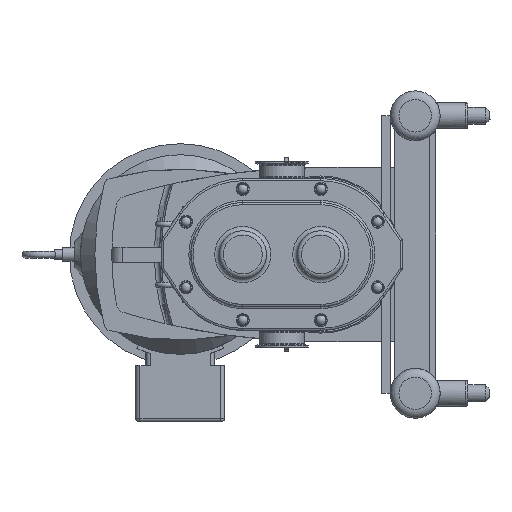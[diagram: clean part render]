
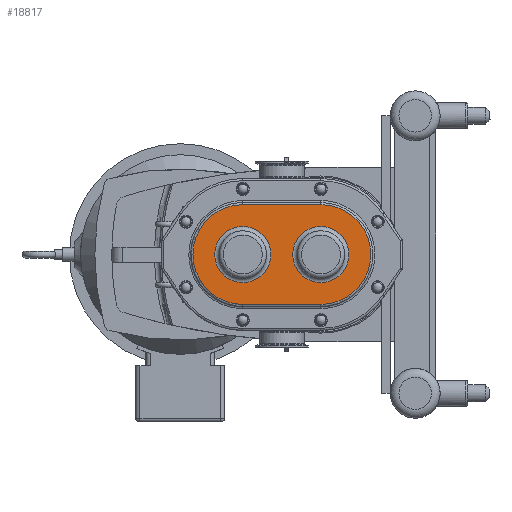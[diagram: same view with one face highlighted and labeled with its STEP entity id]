
A CAD part, left-side view. The second image highlights one B-rep face of the part: STEP entity #18817.
In plain terms, the highlighted planar face has unit normal (-1, 0, 0).
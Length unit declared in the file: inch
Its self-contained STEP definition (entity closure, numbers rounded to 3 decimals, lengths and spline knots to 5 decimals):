
#869=CIRCLE('',#20104,2.875);
#873=CIRCLE('',#20111,2.875);
#907=CIRCLE('',#20175,1.62);
#908=CIRCLE('',#20177,1.62);
#1839=FACE_BOUND('',#3841,.T.);
#1840=FACE_BOUND('',#3842,.T.);
#2066=PLANE('',#20176);
#2727=FACE_OUTER_BOUND('',#3840,.T.);
#3840=EDGE_LOOP('',(#14089,#14090,#14091,#14092));
#3841=EDGE_LOOP('',(#14093));
#3842=EDGE_LOOP('',(#14094));
#5102=LINE('',#29961,#6495);
#5104=LINE('',#29966,#6497);
#6495=VECTOR('',#23138,0.3937);
#6497=VECTOR('',#23142,0.3937);
#8229=VERTEX_POINT('',#29951);
#8230=VERTEX_POINT('',#29953);
#8232=VERTEX_POINT('',#29959);
#8234=VERTEX_POINT('',#29965);
#8261=VERTEX_POINT('',#30474);
#8262=VERTEX_POINT('',#30478);
#10359=EDGE_CURVE('',#8229,#8230,#869,.T.);
#10363=EDGE_CURVE('',#8232,#8229,#5102,.T.);
#10365=EDGE_CURVE('',#8230,#8234,#5104,.T.);
#10368=EDGE_CURVE('',#8234,#8232,#873,.T.);
#10426=EDGE_CURVE('',#8261,#8261,#907,.T.);
#10427=EDGE_CURVE('',#8262,#8262,#908,.T.);
#14089=ORIENTED_EDGE('',*,*,#10363,.F.);
#14090=ORIENTED_EDGE('',*,*,#10368,.F.);
#14091=ORIENTED_EDGE('',*,*,#10365,.F.);
#14092=ORIENTED_EDGE('',*,*,#10359,.F.);
#14093=ORIENTED_EDGE('',*,*,#10426,.F.);
#14094=ORIENTED_EDGE('',*,*,#10427,.F.);
#18817=ADVANCED_FACE('',(#2727,#1839,#1840),#2066,.T.);
#20104=AXIS2_PLACEMENT_3D('',#29954,#23129,#23130);
#20111=AXIS2_PLACEMENT_3D('',#29991,#23147,#23148);
#20175=AXIS2_PLACEMENT_3D('',#30476,#23297,#23298);
#20176=AXIS2_PLACEMENT_3D('',#30477,#23299,#23300);
#20177=AXIS2_PLACEMENT_3D('',#30479,#23301,#23302);
#23129=DIRECTION('center_axis',(1.,0.,0.));
#23130=DIRECTION('ref_axis',(0.,-1.,0.));
#23138=DIRECTION('',(0.,-1.,0.));
#23142=DIRECTION('',(0.,1.,0.));
#23147=DIRECTION('center_axis',(1.,0.,0.));
#23148=DIRECTION('ref_axis',(0.,1.,0.));
#23297=DIRECTION('center_axis',(-1.,0.,0.));
#23298=DIRECTION('ref_axis',(0.,0.,1.));
#23299=DIRECTION('center_axis',(-1.,0.,0.));
#23300=DIRECTION('ref_axis',(0.,0.,-1.));
#23301=DIRECTION('center_axis',(-1.,0.,0.));
#23302=DIRECTION('ref_axis',(0.,0.,1.));
#29951=CARTESIAN_POINT('',(-1.02,-2.25,2.875));
#29953=CARTESIAN_POINT('',(-1.02,-2.25,-2.875));
#29954=CARTESIAN_POINT('Origin',(-1.02,-2.25,0.));
#29959=CARTESIAN_POINT('',(-1.02,2.25,2.875));
#29961=CARTESIAN_POINT('',(-1.02,-1.125,2.875));
#29965=CARTESIAN_POINT('',(-1.02,2.25,-2.875));
#29966=CARTESIAN_POINT('',(-1.02,1.125,-2.875));
#29991=CARTESIAN_POINT('Origin',(-1.02,2.25,0.));
#30474=CARTESIAN_POINT('',(-1.02,-2.25,-1.62));
#30476=CARTESIAN_POINT('Origin',(-1.02,-2.25,0.));
#30477=CARTESIAN_POINT('Origin',(-1.02,0.,0.));
#30478=CARTESIAN_POINT('',(-1.02,2.25,-1.62));
#30479=CARTESIAN_POINT('Origin',(-1.02,2.25,0.));
